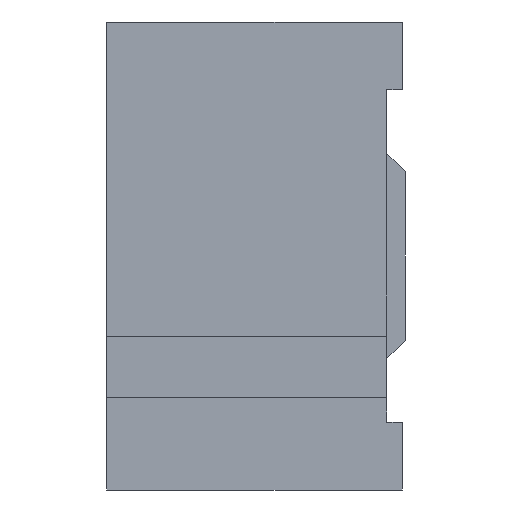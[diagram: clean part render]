
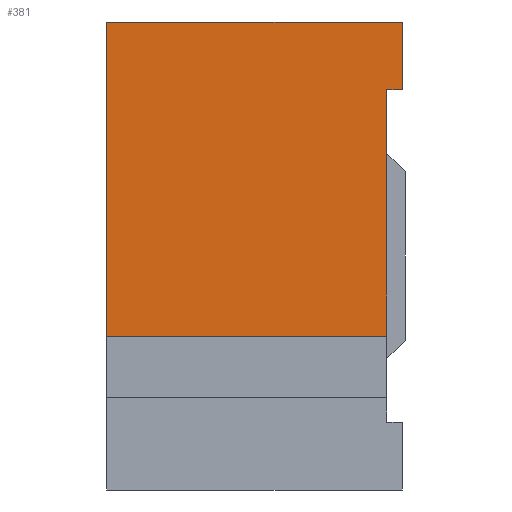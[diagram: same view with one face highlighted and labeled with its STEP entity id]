
A CAD part, left-side view. The second image highlights one B-rep face of the part: STEP entity #381.
In plain terms, the highlighted planar face has unit normal (-1, 0, 0).
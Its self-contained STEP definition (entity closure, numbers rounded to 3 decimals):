
#381 = ADVANCED_FACE( '', ( #746 ), #747, .F. );
#746 = FACE_OUTER_BOUND( '', #1092, .T. );
#747 = PLANE( '', #1093 );
#1092 = EDGE_LOOP( '', ( #2105, #2106, #2107, #2108, #2109, #2110 ) );
#1093 = AXIS2_PLACEMENT_3D( '', #2111, #2112, #2113 );
#2105 = ORIENTED_EDGE( '', *, *, #2361, .T. );
#2106 = ORIENTED_EDGE( '', *, *, #2180, .T. );
#2107 = ORIENTED_EDGE( '', *, *, #2531, .F. );
#2108 = ORIENTED_EDGE( '', *, *, #2525, .F. );
#2109 = ORIENTED_EDGE( '', *, *, #2496, .T. );
#2110 = ORIENTED_EDGE( '', *, *, #2330, .T. );
#2111 = CARTESIAN_POINT( '', ( -5.65, 4.8, -1.3 ) );
#2112 = DIRECTION( '', ( 1., 0., 0. ) );
#2113 = DIRECTION( '', ( 0., 0., -1. ) );
#2180 = EDGE_CURVE( '', #2622, #2627, #2629, .T. );
#2330 = EDGE_CURVE( '', #2881, #2879, #2882, .T. );
#2361 = EDGE_CURVE( '', #2879, #2622, #2926, .T. );
#2496 = EDGE_CURVE( '', #3097, #2881, #3098, .T. );
#2525 = EDGE_CURVE( '', #3097, #3131, #3132, .T. );
#2531 = EDGE_CURVE( '', #3131, #2627, #3138, .T. );
#2622 = VERTEX_POINT( '', #3268 );
#2627 = VERTEX_POINT( '', #3275 );
#2629 = LINE( '', #3278, #3279 );
#2879 = VERTEX_POINT( '', #3653 );
#2881 = VERTEX_POINT( '', #3656 );
#2882 = LINE( '', #3657, #3658 );
#2926 = LINE( '', #3724, #3725 );
#3097 = VERTEX_POINT( '', #3982 );
#3098 = LINE( '', #3983, #3984 );
#3131 = VERTEX_POINT( '', #4032 );
#3132 = LINE( '', #4033, #4034 );
#3138 = LINE( '', #4044, #4045 );
#3268 = CARTESIAN_POINT( '', ( -5.65, 0., 2.7 ) );
#3275 = CARTESIAN_POINT( '', ( -5.65, 0., 3.8 ) );
#3278 = CARTESIAN_POINT( '', ( -5.65, 0., -1.3 ) );
#3279 = VECTOR( '', #4094, 1000. );
#3653 = CARTESIAN_POINT( '', ( -5.65, 0.25, 2.7 ) );
#3656 = CARTESIAN_POINT( '', ( -5.65, 0.25, -1.3 ) );
#3657 = CARTESIAN_POINT( '', ( -5.65, 0.25, -2.7 ) );
#3658 = VECTOR( '', #4220, 1000. );
#3724 = CARTESIAN_POINT( '', ( -5.65, 0.25, 2.7 ) );
#3725 = VECTOR( '', #4243, 1000. );
#3982 = CARTESIAN_POINT( '', ( -5.65, 4.8, -1.3 ) );
#3983 = CARTESIAN_POINT( '', ( -5.65, 4.8, -1.3 ) );
#3984 = VECTOR( '', #4330, 1000. );
#4032 = CARTESIAN_POINT( '', ( -5.65, 4.8, 3.8 ) );
#4033 = CARTESIAN_POINT( '', ( -5.65, 4.8, -1.3 ) );
#4034 = VECTOR( '', #4346, 1000. );
#4044 = CARTESIAN_POINT( '', ( -5.65, 4.8, 3.8 ) );
#4045 = VECTOR( '', #4351, 1000. );
#4094 = DIRECTION( '', ( 0., 0., 1. ) );
#4220 = DIRECTION( '', ( 0., 0., 1. ) );
#4243 = DIRECTION( '', ( 0., -1., 0. ) );
#4330 = DIRECTION( '', ( 0., -1., 0. ) );
#4346 = DIRECTION( '', ( 0., 0., 1. ) );
#4351 = DIRECTION( '', ( 0., -1., 0. ) );
